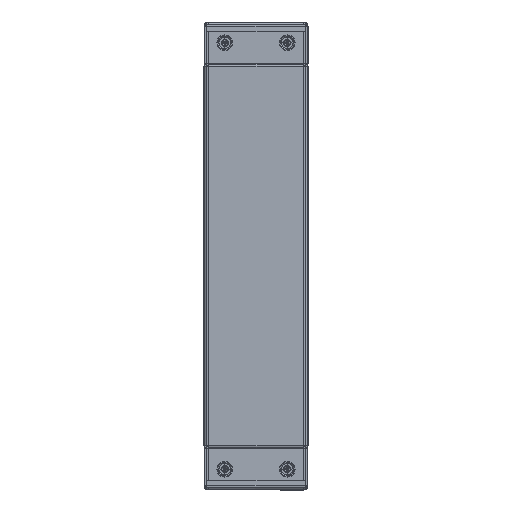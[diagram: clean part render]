
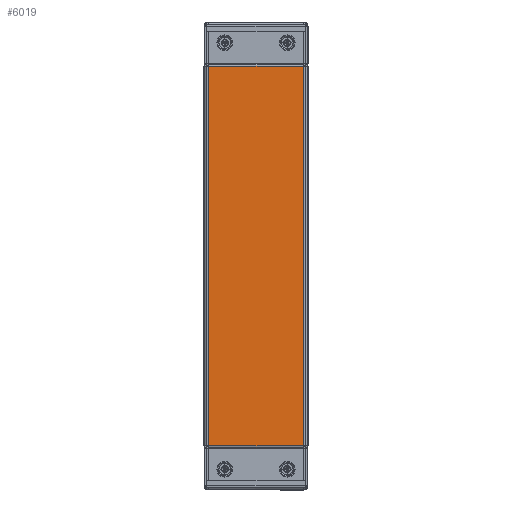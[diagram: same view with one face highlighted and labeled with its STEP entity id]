
A CAD part, left-side view. The second image highlights one B-rep face of the part: STEP entity #6019.
In plain terms, the highlighted face is planar.
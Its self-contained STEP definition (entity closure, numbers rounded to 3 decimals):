
#176 = DIRECTION ( 'NONE',  ( 1., 0., 0. ) ) ;
#210 = PLANE ( 'NONE',  #3034 ) ;
#397 = EDGE_LOOP ( 'NONE', ( #6318, #3371, #6661, #2178, #6735, #2473, #8875, #1500 ) ) ;
#475 = FACE_OUTER_BOUND ( 'NONE', #397, .T. ) ;
#575 = LINE ( 'NONE', #6093, #5554 ) ;
#607 = LINE ( 'NONE', #3101, #8627 ) ;
#788 = LINE ( 'NONE', #2475, #4279 ) ;
#981 = EDGE_CURVE ( 'NONE', #7776, #2435, #5131, .T. ) ;
#1163 = VECTOR ( 'NONE', #1859, 1000. ) ;
#1256 = CARTESIAN_POINT ( 'NONE',  ( -182.5, 50., 0. ) ) ;
#1500 = ORIENTED_EDGE ( 'NONE', *, *, #5077, .F. ) ;
#1859 = DIRECTION ( 'NONE',  ( 0., -1., 0. ) ) ;
#1932 = DIRECTION ( 'NONE',  ( 0., -1., 0. ) ) ;
#2089 = EDGE_CURVE ( 'NONE', #7902, #7758, #3879, .T. ) ;
#2119 = VERTEX_POINT ( 'NONE', #4895 ) ;
#2131 = VECTOR ( 'NONE', #6728, 1000. ) ;
#2178 = ORIENTED_EDGE ( 'NONE', *, *, #981, .F. ) ;
#2328 = VERTEX_POINT ( 'NONE', #2970 ) ;
#2425 = EDGE_CURVE ( 'NONE', #5266, #6067, #607, .T. ) ;
#2435 = VERTEX_POINT ( 'NONE', #7404 ) ;
#2473 = ORIENTED_EDGE ( 'NONE', *, *, #3592, .F. ) ;
#2475 = CARTESIAN_POINT ( 'NONE',  ( 216., 46., 0. ) ) ;
#2595 = DIRECTION ( 'NONE',  ( 0., -1., 0. ) ) ;
#2970 = CARTESIAN_POINT ( 'NONE',  ( -182.5, -45.241, 0. ) ) ;
#3017 = CARTESIAN_POINT ( 'NONE',  ( 182.5, 46., 0. ) ) ;
#3034 = AXIS2_PLACEMENT_3D ( 'NONE', #5253, #5993, #7439 ) ;
#3101 = CARTESIAN_POINT ( 'NONE',  ( -216., -46., 0. ) ) ;
#3371 = ORIENTED_EDGE ( 'NONE', *, *, #2089, .F. ) ;
#3444 = VECTOR ( 'NONE', #5525, 1000. ) ;
#3592 = EDGE_CURVE ( 'NONE', #5266, #2328, #5742, .T. ) ;
#3879 = LINE ( 'NONE', #4773, #4456 ) ;
#4279 = VECTOR ( 'NONE', #5357, 1000. ) ;
#4339 = CARTESIAN_POINT ( 'NONE',  ( -182.5, 45.241, 0. ) ) ;
#4456 = VECTOR ( 'NONE', #8455, 1000. ) ;
#4773 = CARTESIAN_POINT ( 'NONE',  ( 182.5, 50., 0. ) ) ;
#4895 = CARTESIAN_POINT ( 'NONE',  ( 182.5, -45.241, 0. ) ) ;
#5077 = EDGE_CURVE ( 'NONE', #2119, #6067, #7272, .T. ) ;
#5131 = LINE ( 'NONE', #1256, #3444 ) ;
#5253 = CARTESIAN_POINT ( 'NONE',  ( 216., 50., 0. ) ) ;
#5266 = VERTEX_POINT ( 'NONE', #5618 ) ;
#5357 = DIRECTION ( 'NONE',  ( -1., 0., 0. ) ) ;
#5448 = CARTESIAN_POINT ( 'NONE',  ( -182.5, 50., 0. ) ) ;
#5525 = DIRECTION ( 'NONE',  ( 0., 1., 0. ) ) ;
#5554 = VECTOR ( 'NONE', #1932, 1000. ) ;
#5618 = CARTESIAN_POINT ( 'NONE',  ( -182.5, -46., 0. ) ) ;
#5655 = EDGE_CURVE ( 'NONE', #7758, #2119, #575, .T. ) ;
#5733 = EDGE_CURVE ( 'NONE', #7776, #2328, #6014, .T. ) ;
#5742 = LINE ( 'NONE', #6064, #2131 ) ;
#5786 = CARTESIAN_POINT ( 'NONE',  ( 182.5, -46., 0. ) ) ;
#5993 = DIRECTION ( 'NONE',  ( 0., 0., -1. ) ) ;
#6014 = LINE ( 'NONE', #5448, #7482 ) ;
#6019 = ADVANCED_FACE ( 'NONE', ( #475 ), #210, .F. ) ;
#6064 = CARTESIAN_POINT ( 'NONE',  ( -182.5, -50., 0. ) ) ;
#6067 = VERTEX_POINT ( 'NONE', #5786 ) ;
#6093 = CARTESIAN_POINT ( 'NONE',  ( 182.5, 50., 0. ) ) ;
#6318 = ORIENTED_EDGE ( 'NONE', *, *, #5655, .F. ) ;
#6549 = EDGE_CURVE ( 'NONE', #7902, #2435, #788, .T. ) ;
#6661 = ORIENTED_EDGE ( 'NONE', *, *, #6549, .T. ) ;
#6728 = DIRECTION ( 'NONE',  ( 0., 1., 0. ) ) ;
#6735 = ORIENTED_EDGE ( 'NONE', *, *, #5733, .T. ) ;
#7259 = CARTESIAN_POINT ( 'NONE',  ( 182.5, 45.241, 0. ) ) ;
#7272 = LINE ( 'NONE', #9025, #1163 ) ;
#7404 = CARTESIAN_POINT ( 'NONE',  ( -182.5, 46., 0. ) ) ;
#7439 = DIRECTION ( 'NONE',  ( -1., 0., 0. ) ) ;
#7482 = VECTOR ( 'NONE', #2595, 1000. ) ;
#7758 = VERTEX_POINT ( 'NONE', #7259 ) ;
#7776 = VERTEX_POINT ( 'NONE', #4339 ) ;
#7902 = VERTEX_POINT ( 'NONE', #3017 ) ;
#8455 = DIRECTION ( 'NONE',  ( 0., -1., 0. ) ) ;
#8627 = VECTOR ( 'NONE', #176, 1000. ) ;
#8875 = ORIENTED_EDGE ( 'NONE', *, *, #2425, .T. ) ;
#9025 = CARTESIAN_POINT ( 'NONE',  ( 182.5, -50., 0. ) ) ;
